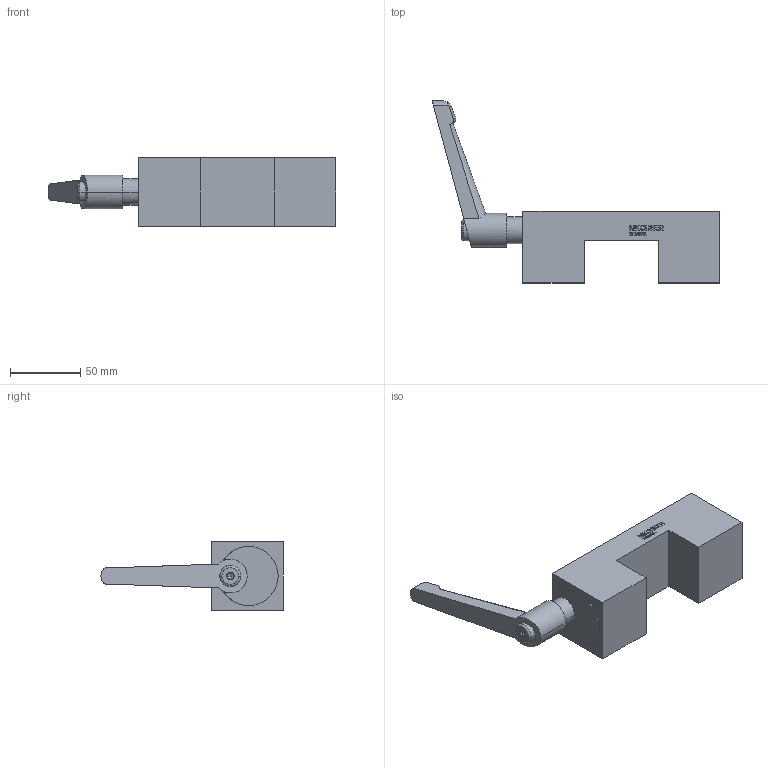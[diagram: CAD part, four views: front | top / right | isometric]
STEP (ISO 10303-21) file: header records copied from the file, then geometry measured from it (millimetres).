
FILE_DESCRIPTION((''),'2;1');
FILE_NAME('NK5501A','2023-07-12T11:29:34',('lx'),(''),'CREO PARAMETRIC BY PTC INC, 2018100','CREO PARAMETRIC BY PTC INC, 2018100','');
FILE_SCHEMA(('CONFIG_CONTROL_DESIGN'));
Length unit declared in the file: millimetre
Products named in the file (1): NK5501A
Bounding box: 204.5 x 129.5 x 49 mm (x, y, z)
Volume: 282388.8 mm3; surface area: 52525.8 mm2
Topology: 1 solids, 4 shells, 412 faces, 1128 edges, 749 vertices
Faces by surface type: plane 357, cylinder 41, cone 10, torus 4
Entity records: 13080 total; most frequent: CARTESIAN_POINT 2621, ORIENTED_EDGE 2246, DIRECTION 1966, EDGE_CURVE 1124, VECTOR 1006, LINE 1006, VERTEX_POINT 749, AXIS2_PLACEMENT_3D 480
